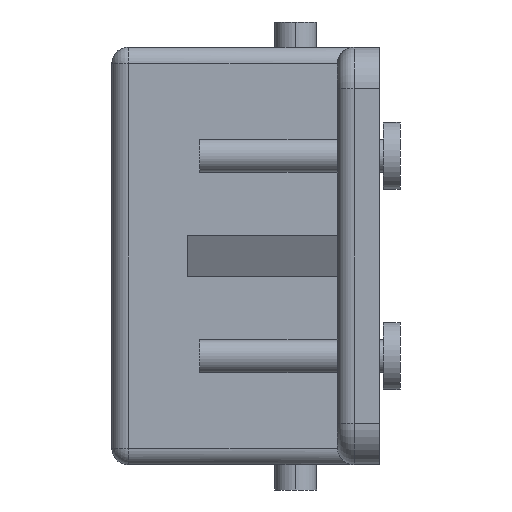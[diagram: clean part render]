
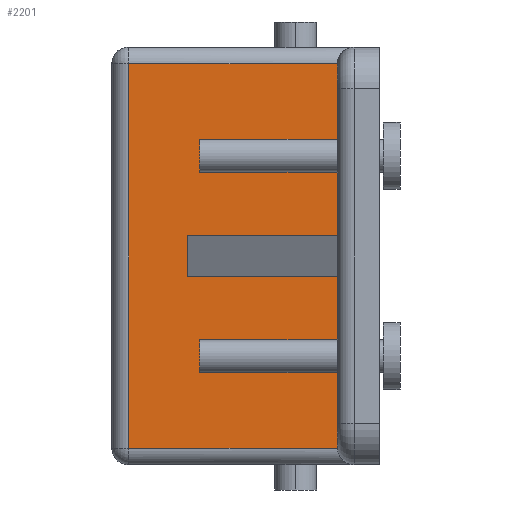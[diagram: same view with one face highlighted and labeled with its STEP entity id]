
A CAD part, left-side view. The second image highlights one B-rep face of the part: STEP entity #2201.
In plain terms, the highlighted planar face has unit normal (-1, 0, 0).
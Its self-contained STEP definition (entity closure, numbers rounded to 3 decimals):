
#48 = CARTESIAN_POINT ( 'NONE',  ( -21.8, 1., -4.6 ) ) ;
#172 = LINE ( 'NONE', #4291, #175 ) ;
#175 = VECTOR ( 'NONE', #4292, 1000. ) ;
#283 = FACE_OUTER_BOUND ( 'NONE', #1704, .T. ) ;
#539 = LINE ( 'NONE', #1132, #558 ) ;
#554 = LINE ( 'NONE', #1122, #556 ) ;
#555 = LINE ( 'NONE', #1131, #568 ) ;
#556 = VECTOR ( 'NONE', #1123, 1000. ) ;
#557 = LINE ( 'NONE', #1138, #560 ) ;
#558 = VECTOR ( 'NONE', #1137, 1000. ) ;
#559 = LINE ( 'NONE', #1140, #562 ) ;
#560 = VECTOR ( 'NONE', #1139, 1000. ) ;
#561 = LINE ( 'NONE', #1142, #564 ) ;
#562 = VECTOR ( 'NONE', #1141, 1000. ) ;
#563 = LINE ( 'NONE', #1144, #566 ) ;
#564 = VECTOR ( 'NONE', #1143, 1000. ) ;
#566 = VECTOR ( 'NONE', #1146, 1000. ) ;
#568 = VECTOR ( 'NONE', #1147, 1000. ) ;
#768 = ORIENTED_EDGE ( 'NONE', *, *, #2384, .T. ) ;
#780 = AXIS2_PLACEMENT_3D ( 'NONE', #4588, #4593, #4594 ) ;
#1122 = CARTESIAN_POINT ( 'NONE',  ( -21.8, 6., -5. ) ) ;
#1123 = DIRECTION ( 'NONE',  ( 0., 0., -1. ) ) ;
#1131 = CARTESIAN_POINT ( 'NONE',  ( -21.8, 1., 4.6 ) ) ;
#1132 = CARTESIAN_POINT ( 'NONE',  ( -21.8, 1., -4.6 ) ) ;
#1137 = DIRECTION ( 'NONE',  ( 0., -1., 0. ) ) ;
#1138 = CARTESIAN_POINT ( 'NONE',  ( -21.8, 1., -0.5 ) ) ;
#1139 = DIRECTION ( 'NONE',  ( 0., -1., 0. ) ) ;
#1140 = CARTESIAN_POINT ( 'NONE',  ( -21.8, 4.6, -5. ) ) ;
#1141 = DIRECTION ( 'NONE',  ( 0., 0., 1. ) ) ;
#1142 = CARTESIAN_POINT ( 'NONE',  ( -21.8, 1., 0.5 ) ) ;
#1143 = DIRECTION ( 'NONE',  ( 0., -1., 0. ) ) ;
#1144 = CARTESIAN_POINT ( 'NONE',  ( -21.8, 1., -5. ) ) ;
#1146 = DIRECTION ( 'NONE',  ( 0., 0., -1. ) ) ;
#1147 = DIRECTION ( 'NONE',  ( 0., 1., 0. ) ) ;
#1207 = CARTESIAN_POINT ( 'NONE',  ( -21.8, 4.6, -0.5 ) ) ;
#1210 = CARTESIAN_POINT ( 'NONE',  ( -21.8, 1., -0.5 ) ) ;
#1219 = CARTESIAN_POINT ( 'NONE',  ( -21.8, 6., -4.6 ) ) ;
#1274 = CARTESIAN_POINT ( 'NONE',  ( -21.8, 4.6, 0.5 ) ) ;
#1279 = CARTESIAN_POINT ( 'NONE',  ( -21.8, 6., 4.6 ) ) ;
#1280 = CARTESIAN_POINT ( 'NONE',  ( -21.8, 1., 4.6 ) ) ;
#1301 = CARTESIAN_POINT ( 'NONE',  ( -21.8, 1., 0.5 ) ) ;
#1590 = VERTEX_POINT ( 'NONE', #48 ) ;
#1704 = EDGE_LOOP ( 'NONE', ( #2967, #2966, #2965, #2964, #1859, #768, #3754, #2976 ) ) ;
#1859 = ORIENTED_EDGE ( 'NONE', *, *, #2383, .T. ) ;
#2114 = EDGE_CURVE ( 'NONE', #3473, #1590, #172, .T. ) ;
#2201 = ADVANCED_FACE ( 'NONE', ( #283 ), #4591, .F. ) ;
#2380 = EDGE_CURVE ( 'NONE', #3543, #3483, #554, .T. ) ;
#2381 = EDGE_CURVE ( 'NONE', #3483, #1590, #539, .T. ) ;
#2382 = EDGE_CURVE ( 'NONE', #3469, #3473, #557, .T. ) ;
#2383 = EDGE_CURVE ( 'NONE', #3469, #3538, #559, .T. ) ;
#2384 = EDGE_CURVE ( 'NONE', #3538, #3565, #561, .T. ) ;
#2385 = EDGE_CURVE ( 'NONE', #3544, #3565, #563, .T. ) ;
#2386 = EDGE_CURVE ( 'NONE', #3544, #3543, #555, .T. ) ;
#2964 = ORIENTED_EDGE ( 'NONE', *, *, #2382, .F. ) ;
#2965 = ORIENTED_EDGE ( 'NONE', *, *, #2114, .F. ) ;
#2966 = ORIENTED_EDGE ( 'NONE', *, *, #2381, .T. ) ;
#2967 = ORIENTED_EDGE ( 'NONE', *, *, #2380, .T. ) ;
#2976 = ORIENTED_EDGE ( 'NONE', *, *, #2386, .T. ) ;
#3469 = VERTEX_POINT ( 'NONE', #1207 ) ;
#3473 = VERTEX_POINT ( 'NONE', #1210 ) ;
#3483 = VERTEX_POINT ( 'NONE', #1219 ) ;
#3538 = VERTEX_POINT ( 'NONE', #1274 ) ;
#3543 = VERTEX_POINT ( 'NONE', #1279 ) ;
#3544 = VERTEX_POINT ( 'NONE', #1280 ) ;
#3565 = VERTEX_POINT ( 'NONE', #1301 ) ;
#3754 = ORIENTED_EDGE ( 'NONE', *, *, #2385, .F. ) ;
#4291 = CARTESIAN_POINT ( 'NONE',  ( -21.8, 1., -5. ) ) ;
#4292 = DIRECTION ( 'NONE',  ( 0., 0., -1. ) ) ;
#4588 = CARTESIAN_POINT ( 'NONE',  ( -21.8, 1., -5. ) ) ;
#4591 = PLANE ( 'NONE',  #780 ) ;
#4593 = DIRECTION ( 'NONE',  ( 1., 0., 0. ) ) ;
#4594 = DIRECTION ( 'NONE',  ( 0., 0., -1. ) ) ;
